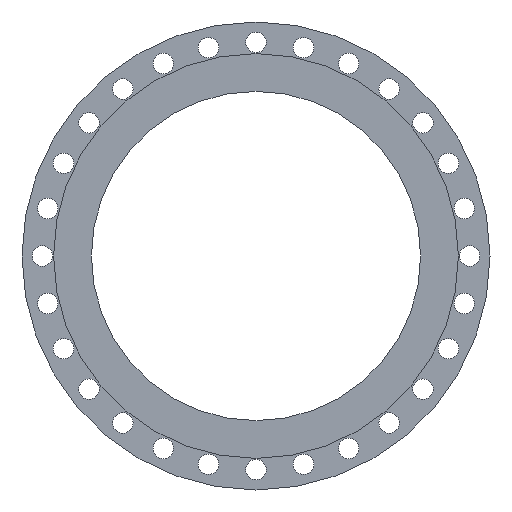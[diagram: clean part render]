
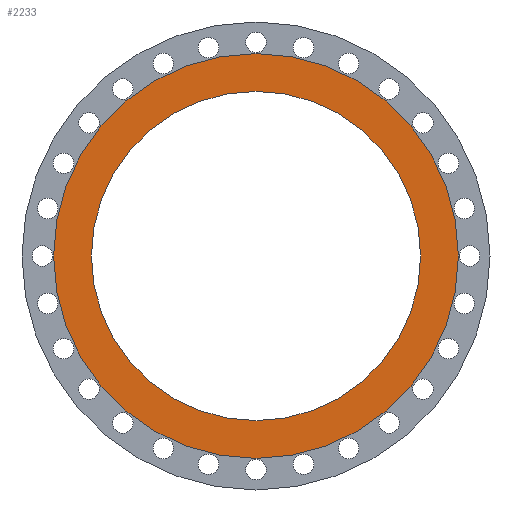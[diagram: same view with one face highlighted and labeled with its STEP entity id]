
A CAD part, left-side view. The second image highlights one B-rep face of the part: STEP entity #2233.
In plain terms, the highlighted planar face has unit normal (-1, 0, 0).
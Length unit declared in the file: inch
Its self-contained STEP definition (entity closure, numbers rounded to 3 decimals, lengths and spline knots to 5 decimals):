
#32 = CARTESIAN_POINT ( 'NONE',  ( -0.14414, 0., -18.59375 ) ) ;
#56 = EDGE_CURVE ( 'NONE', #751, #1831, #1314, .T. ) ;
#64 = DIRECTION ( 'NONE',  ( -1., 0., 0. ) ) ;
#153 = EDGE_CURVE ( 'NONE', #1831, #751, #2321, .T. ) ;
#276 = EDGE_LOOP ( 'NONE', ( #1470, #2172 ) ) ;
#318 = CIRCLE ( 'NONE', #2487, 18.59375 ) ;
#337 = FACE_BOUND ( 'NONE', #276, .T. ) ;
#471 = CARTESIAN_POINT ( 'NONE',  ( -0.14414, 0., 0. ) ) ;
#605 = EDGE_CURVE ( 'NONE', #974, #2234, #318, .T. ) ;
#751 = VERTEX_POINT ( 'NONE', #1663 ) ;
#804 = CARTESIAN_POINT ( 'NONE',  ( -0.14414, 0., 0. ) ) ;
#901 = CARTESIAN_POINT ( 'NONE',  ( -0.14414, 0., 18.59375 ) ) ;
#974 = VERTEX_POINT ( 'NONE', #32 ) ;
#1021 = DIRECTION ( 'NONE',  ( -1., 0., 0. ) ) ;
#1056 = EDGE_CURVE ( 'NONE', #2234, #974, #1688, .T. ) ;
#1087 = CARTESIAN_POINT ( 'NONE',  ( -0.14414, 0., 0. ) ) ;
#1095 = ORIENTED_EDGE ( 'NONE', *, *, #605, .T. ) ;
#1283 = AXIS2_PLACEMENT_3D ( 'NONE', #1440, #64, #2163 ) ;
#1314 = CIRCLE ( 'NONE', #1283, 15.125 ) ;
#1415 = AXIS2_PLACEMENT_3D ( 'NONE', #1087, #1885, #2070 ) ;
#1429 = DIRECTION ( 'NONE',  ( 0., 0., 1. ) ) ;
#1440 = CARTESIAN_POINT ( 'NONE',  ( -0.14414, 0., 0. ) ) ;
#1443 = ORIENTED_EDGE ( 'NONE', *, *, #1056, .T. ) ;
#1462 = CARTESIAN_POINT ( 'NONE',  ( -0.14414, 0., 15.125 ) ) ;
#1470 = ORIENTED_EDGE ( 'NONE', *, *, #153, .F. ) ;
#1615 = CARTESIAN_POINT ( 'NONE',  ( -0.14414, 0., 0. ) ) ;
#1659 = DIRECTION ( 'NONE',  ( 0., 0., 1. ) ) ;
#1663 = CARTESIAN_POINT ( 'NONE',  ( -0.14414, 0., -15.125 ) ) ;
#1688 = CIRCLE ( 'NONE', #1764, 18.59375 ) ;
#1764 = AXIS2_PLACEMENT_3D ( 'NONE', #804, #1021, #1782 ) ;
#1782 = DIRECTION ( 'NONE',  ( 0., 0., 1. ) ) ;
#1802 = AXIS2_PLACEMENT_3D ( 'NONE', #471, #2418, #1659 ) ;
#1831 = VERTEX_POINT ( 'NONE', #1462 ) ;
#1885 = DIRECTION ( 'NONE',  ( -1., 0., 0. ) ) ;
#2006 = EDGE_LOOP ( 'NONE', ( #1443, #1095 ) ) ;
#2052 = FACE_OUTER_BOUND ( 'NONE', #2006, .T. ) ;
#2070 = DIRECTION ( 'NONE',  ( 0., 0., 1. ) ) ;
#2163 = DIRECTION ( 'NONE',  ( 0., 0., 1. ) ) ;
#2172 = ORIENTED_EDGE ( 'NONE', *, *, #56, .F. ) ;
#2233 = ADVANCED_FACE ( 'NONE', ( #2052, #337 ), #2456, .T. ) ;
#2234 = VERTEX_POINT ( 'NONE', #901 ) ;
#2321 = CIRCLE ( 'NONE', #1802, 15.125 ) ;
#2392 = DIRECTION ( 'NONE',  ( -1., 0., 0. ) ) ;
#2418 = DIRECTION ( 'NONE',  ( -1., 0., 0. ) ) ;
#2456 = PLANE ( 'NONE',  #1415 ) ;
#2487 = AXIS2_PLACEMENT_3D ( 'NONE', #1615, #2392, #1429 ) ;
